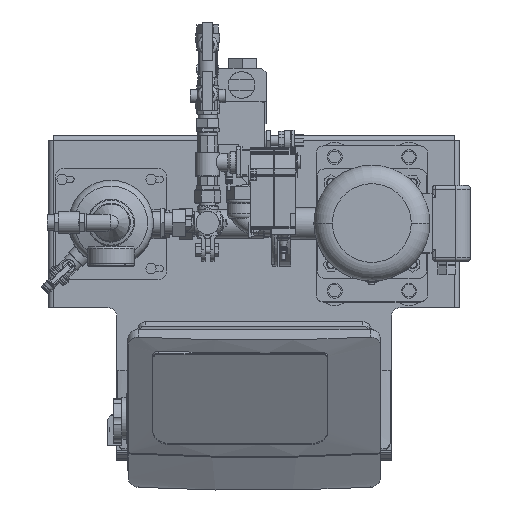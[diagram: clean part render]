
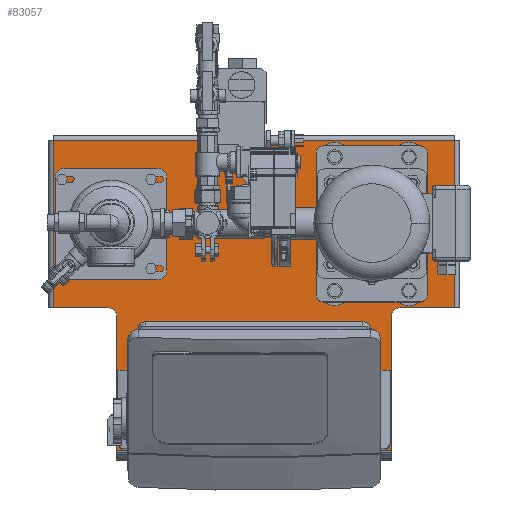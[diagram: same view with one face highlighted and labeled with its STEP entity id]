
A CAD part, top view. The second image highlights one B-rep face of the part: STEP entity #83057.
In plain terms, the highlighted planar face has unit normal (0, 0, 1).
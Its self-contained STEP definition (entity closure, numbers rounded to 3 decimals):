
#4246=LINE('',#126500,#13357);
#4249=LINE('',#126508,#13360);
#4257=LINE('',#126534,#13368);
#4258=LINE('',#126537,#13369);
#4259=LINE('',#126539,#13370);
#4260=LINE('',#126541,#13371);
#4261=LINE('',#126543,#13372);
#4262=LINE('',#126544,#13373);
#13357=VECTOR('',#102255,10.);
#13360=VECTOR('',#102260,10.);
#13368=VECTOR('',#102284,10.);
#13369=VECTOR('',#102287,10.);
#13370=VECTOR('',#102288,10.);
#13371=VECTOR('',#102289,10.);
#13372=VECTOR('',#102290,10.);
#13373=VECTOR('',#102291,10.);
#20658=PLANE('',#89166);
#26938=FACE_OUTER_BOUND('',#32410,.T.);
#32410=EDGE_LOOP('',(#66018,#66019,#66020,#66021,#66022,#66023,#66024,#66025,
#66026,#66027));
#36869=CIRCLE('',#89151,12.5);
#36879=CIRCLE('',#89164,12.5);
#40835=VERTEX_POINT('',#126474);
#40836=VERTEX_POINT('',#126476);
#40846=VERTEX_POINT('',#126498);
#40849=VERTEX_POINT('',#126505);
#40850=VERTEX_POINT('',#126507);
#40860=VERTEX_POINT('',#126529);
#40861=VERTEX_POINT('',#126536);
#40862=VERTEX_POINT('',#126538);
#40863=VERTEX_POINT('',#126540);
#40864=VERTEX_POINT('',#126542);
#50092=EDGE_CURVE('',#40836,#40835,#36869,.T.);
#50104=EDGE_CURVE('',#40835,#40846,#4246,.T.);
#50107=EDGE_CURVE('',#40850,#40849,#4249,.T.);
#50119=EDGE_CURVE('',#40849,#40860,#36879,.T.);
#50121=EDGE_CURVE('',#40850,#40846,#4257,.T.);
#50122=EDGE_CURVE('',#40861,#40836,#4258,.T.);
#50123=EDGE_CURVE('',#40860,#40862,#4259,.T.);
#50124=EDGE_CURVE('',#40863,#40862,#4260,.T.);
#50125=EDGE_CURVE('',#40863,#40864,#4261,.T.);
#50126=EDGE_CURVE('',#40861,#40864,#4262,.T.);
#66018=ORIENTED_EDGE('',*,*,#50122,.T.);
#66019=ORIENTED_EDGE('',*,*,#50092,.T.);
#66020=ORIENTED_EDGE('',*,*,#50104,.T.);
#66021=ORIENTED_EDGE('',*,*,#50121,.F.);
#66022=ORIENTED_EDGE('',*,*,#50107,.T.);
#66023=ORIENTED_EDGE('',*,*,#50119,.T.);
#66024=ORIENTED_EDGE('',*,*,#50123,.T.);
#66025=ORIENTED_EDGE('',*,*,#50124,.F.);
#66026=ORIENTED_EDGE('',*,*,#50125,.T.);
#66027=ORIENTED_EDGE('',*,*,#50126,.F.);
#83057=ADVANCED_FACE('',(#26938),#20658,.T.);
#89151=AXIS2_PLACEMENT_3D('',#126477,#102236,#102237);
#89164=AXIS2_PLACEMENT_3D('',#126531,#102279,#102280);
#89166=AXIS2_PLACEMENT_3D('',#126535,#102285,#102286);
#102236=DIRECTION('center_axis',(0.,0.,
-1.));
#102237=DIRECTION('ref_axis',(1.,0.,0.));
#102255=DIRECTION('',(0.,-1.,0.));
#102260=DIRECTION('',(0.,1.,0.));
#102279=DIRECTION('center_axis',(0.,0.,
-1.));
#102280=DIRECTION('ref_axis',(0.,1.,0.));
#102284=DIRECTION('',(-1.,0.,0.));
#102285=DIRECTION('center_axis',(0.,0.,
1.));
#102286=DIRECTION('ref_axis',(0.,1.,0.));
#102287=DIRECTION('',(1.,0.,0.));
#102288=DIRECTION('',(1.,0.,0.));
#102289=DIRECTION('',(0.,-1.,0.));
#102290=DIRECTION('',(-1.,0.,0.));
#102291=DIRECTION('',(0.,1.,0.));
#126474=CARTESIAN_POINT('',(-184.5,193.,30.));
#126476=CARTESIAN_POINT('',(-197.,205.5,30.));
#126477=CARTESIAN_POINT('Origin',(-197.,193.,30.));
#126498=CARTESIAN_POINT('',(-184.5,12.692,30.));
#126500=CARTESIAN_POINT('',(-184.5,102.846,30.));
#126505=CARTESIAN_POINT('',(184.5,193.,30.));
#126507=CARTESIAN_POINT('',(184.5,12.692,30.));
#126508=CARTESIAN_POINT('',(184.5,6.346,30.));
#126529=CARTESIAN_POINT('',(197.,205.5,30.));
#126531=CARTESIAN_POINT('Origin',(197.,193.,30.));
#126534=CARTESIAN_POINT('',(0.,12.692,30.));
#126535=CARTESIAN_POINT('Origin',(0.,12.692,
30.));
#126536=CARTESIAN_POINT('',(-270.,205.5,30.));
#126537=CARTESIAN_POINT('',(-135.,205.5,30.));
#126538=CARTESIAN_POINT('',(270.,205.5,30.));
#126539=CARTESIAN_POINT('',(98.5,205.5,30.));
#126540=CARTESIAN_POINT('',(270.,430.5,30.));
#126541=CARTESIAN_POINT('',(270.,12.692,30.));
#126542=CARTESIAN_POINT('',(-270.,430.5,30.));
#126543=CARTESIAN_POINT('',(0.,430.5,30.));
#126544=CARTESIAN_POINT('',(-270.,12.692,30.));
